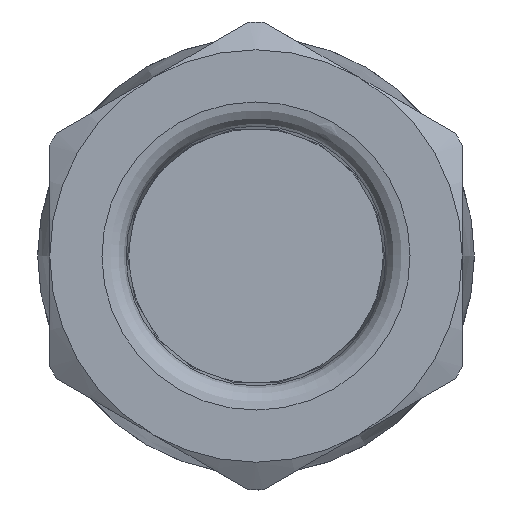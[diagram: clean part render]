
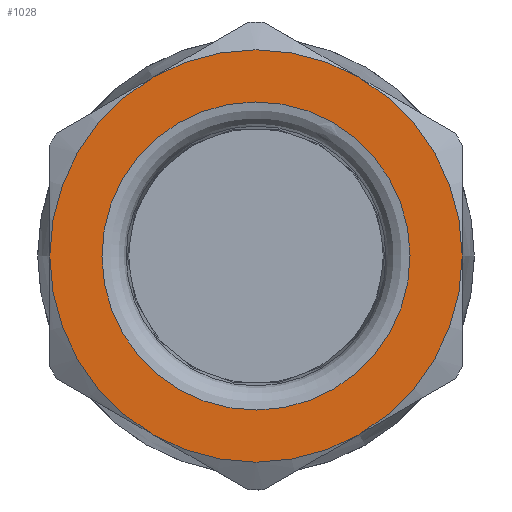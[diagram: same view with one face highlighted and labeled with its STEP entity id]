
A CAD part, left-side view. The second image highlights one B-rep face of the part: STEP entity #1028.
In plain terms, the highlighted planar face has unit normal (-1, 0, 0).
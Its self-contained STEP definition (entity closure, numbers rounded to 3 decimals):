
#895=FACE_BOUND('',#1413,.T.);
#896=FACE_BOUND('',#1414,.T.);
#1028=ADVANCED_FACE('',(#895,#896),#1123,.T.);
#1123=PLANE('',#3539);
#1413=EDGE_LOOP('',(#2215));
#1414=EDGE_LOOP('',(#2216,#2217,#2218,#2219,#2220,#2221,#2222,#2223,#2224,
#2225,#2226,#2227));
#1477=B_SPLINE_CURVE_WITH_KNOTS('',3,(#5938,#5939,#5940,#5941),
 .UNSPECIFIED.,.F.,.F.,(4,4),(0.,1.),.UNSPECIFIED.);
#1478=B_SPLINE_CURVE_WITH_KNOTS('',3,(#5942,#5943,#5944,#5945),
 .UNSPECIFIED.,.F.,.F.,(4,4),(0.,1.),.UNSPECIFIED.);
#1479=B_SPLINE_CURVE_WITH_KNOTS('',3,(#5946,#5947,#5948,#5949),
 .UNSPECIFIED.,.F.,.F.,(4,4),(0.,1.),.UNSPECIFIED.);
#1480=B_SPLINE_CURVE_WITH_KNOTS('',3,(#5950,#5951,#5952,#5953),
 .UNSPECIFIED.,.F.,.F.,(4,4),(0.,1.),.UNSPECIFIED.);
#1481=B_SPLINE_CURVE_WITH_KNOTS('',3,(#5954,#5955,#5956,#5957),
 .UNSPECIFIED.,.F.,.F.,(4,4),(0.,1.),.UNSPECIFIED.);
#1482=B_SPLINE_CURVE_WITH_KNOTS('',3,(#5958,#5959,#5960,#5961),
 .UNSPECIFIED.,.F.,.F.,(4,4),(0.,1.),.UNSPECIFIED.);
#1591=CIRCLE('',#3515,6.354);
#1596=CIRCLE('',#3521,8.502);
#1599=CIRCLE('',#3525,8.502);
#1602=CIRCLE('',#3529,8.502);
#1605=CIRCLE('',#3533,8.502);
#1608=CIRCLE('',#3537,8.502);
#1609=CIRCLE('',#3538,8.502);
#2215=ORIENTED_EDGE('',*,*,#2885,.T.);
#2216=ORIENTED_EDGE('',*,*,#2923,.T.);
#2217=ORIENTED_EDGE('',*,*,#2924,.F.);
#2218=ORIENTED_EDGE('',*,*,#2892,.T.);
#2219=ORIENTED_EDGE('',*,*,#2925,.F.);
#2220=ORIENTED_EDGE('',*,*,#2899,.T.);
#2221=ORIENTED_EDGE('',*,*,#2926,.F.);
#2222=ORIENTED_EDGE('',*,*,#2906,.T.);
#2223=ORIENTED_EDGE('',*,*,#2927,.F.);
#2224=ORIENTED_EDGE('',*,*,#2914,.T.);
#2225=ORIENTED_EDGE('',*,*,#2928,.F.);
#2226=ORIENTED_EDGE('',*,*,#2920,.T.);
#2227=ORIENTED_EDGE('',*,*,#2929,.F.);
#2548=VERTEX_POINT('',#5715);
#2555=VERTEX_POINT('',#5765);
#2556=VERTEX_POINT('',#5766);
#2561=VERTEX_POINT('',#5801);
#2562=VERTEX_POINT('',#5802);
#2567=VERTEX_POINT('',#5837);
#2568=VERTEX_POINT('',#5838);
#2573=VERTEX_POINT('',#5876);
#2574=VERTEX_POINT('',#5878);
#2579=VERTEX_POINT('',#5909);
#2580=VERTEX_POINT('',#5910);
#2581=VERTEX_POINT('',#5936);
#2582=VERTEX_POINT('',#5937);
#2885=EDGE_CURVE('',#2548,#2548,#1591,.T.);
#2892=EDGE_CURVE('',#2555,#2556,#1596,.T.);
#2899=EDGE_CURVE('',#2561,#2562,#1599,.T.);
#2906=EDGE_CURVE('',#2567,#2568,#1602,.T.);
#2914=EDGE_CURVE('',#2574,#2573,#1605,.T.);
#2920=EDGE_CURVE('',#2579,#2580,#1608,.T.);
#2923=EDGE_CURVE('',#2581,#2582,#1609,.T.);
#2924=EDGE_CURVE('',#2555,#2582,#1477,.T.);
#2925=EDGE_CURVE('',#2561,#2556,#1478,.T.);
#2926=EDGE_CURVE('',#2567,#2562,#1479,.T.);
#2927=EDGE_CURVE('',#2574,#2568,#1480,.T.);
#2928=EDGE_CURVE('',#2579,#2573,#1481,.T.);
#2929=EDGE_CURVE('',#2581,#2580,#1482,.T.);
#3515=AXIS2_PLACEMENT_3D('',#5714,#4108,#4109);
#3521=AXIS2_PLACEMENT_3D('',#5764,#4122,#4123);
#3525=AXIS2_PLACEMENT_3D('',#5800,#4132,#4133);
#3529=AXIS2_PLACEMENT_3D('',#5836,#4142,#4143);
#3533=AXIS2_PLACEMENT_3D('',#5877,#4152,#4153);
#3537=AXIS2_PLACEMENT_3D('',#5908,#4162,#4163);
#3538=AXIS2_PLACEMENT_3D('',#5935,#4164,#4165);
#3539=AXIS2_PLACEMENT_3D('',#5962,#4166,#4167);
#4108=DIRECTION('',(1.,0.,0.));
#4109=DIRECTION('',(0.,-0.496,0.868));
#4122=DIRECTION('',(-1.,0.,0.));
#4123=DIRECTION('',(0.,0.504,0.864));
#4132=DIRECTION('',(-1.,0.,0.));
#4133=DIRECTION('',(0.,1.,-0.005));
#4142=DIRECTION('',(-1.,0.,0.));
#4143=DIRECTION('',(0.,0.496,-0.868));
#4152=DIRECTION('',(-1.,0.,0.));
#4153=DIRECTION('',(0.,-0.504,-0.864));
#4162=DIRECTION('',(-1.,0.,0.));
#4163=DIRECTION('',(0.,-1.,0.005));
#4164=DIRECTION('',(-1.,0.,0.));
#4165=DIRECTION('',(0.,-0.496,0.868));
#4166=DIRECTION('',(-1.,0.,0.));
#4167=DIRECTION('',(0.,0.868,0.496));
#5714=CARTESIAN_POINT('',(-58.45,0.,0.));
#5715=CARTESIAN_POINT('',(-58.45,-3.15,5.518));
#5764=CARTESIAN_POINT('',(-58.45,0.,0.));
#5765=CARTESIAN_POINT('',(-58.45,4.287,7.342));
#5766=CARTESIAN_POINT('',(-58.45,8.502,0.041));
#5800=CARTESIAN_POINT('',(-58.45,0.,0.));
#5801=CARTESIAN_POINT('',(-58.45,8.502,-0.041));
#5802=CARTESIAN_POINT('',(-58.45,4.287,-7.342));
#5836=CARTESIAN_POINT('',(-58.45,0.,0.));
#5837=CARTESIAN_POINT('',(-58.45,4.215,-7.384));
#5838=CARTESIAN_POINT('',(-58.45,-4.215,-7.384));
#5876=CARTESIAN_POINT('',(-58.45,-8.502,-0.041));
#5877=CARTESIAN_POINT('',(-58.45,0.,0.));
#5878=CARTESIAN_POINT('',(-58.45,-4.287,-7.342));
#5908=CARTESIAN_POINT('',(-58.45,0.,0.));
#5909=CARTESIAN_POINT('',(-58.45,-8.502,0.041));
#5910=CARTESIAN_POINT('',(-58.45,-4.287,7.342));
#5935=CARTESIAN_POINT('',(-58.45,0.,0.));
#5936=CARTESIAN_POINT('',(-58.45,-4.215,7.384));
#5937=CARTESIAN_POINT('',(-58.45,4.215,7.384));
#5938=CARTESIAN_POINT('',(-58.45,4.287,7.342));
#5939=CARTESIAN_POINT('',(-58.45,4.263,7.356));
#5940=CARTESIAN_POINT('',(-58.45,4.239,7.37));
#5941=CARTESIAN_POINT('',(-58.45,4.215,7.384));
#5942=CARTESIAN_POINT('',(-58.45,8.502,-0.041));
#5943=CARTESIAN_POINT('',(-58.45,8.502,-0.014));
#5944=CARTESIAN_POINT('',(-58.45,8.502,0.014));
#5945=CARTESIAN_POINT('',(-58.45,8.502,0.041));
#5946=CARTESIAN_POINT('',(-58.45,4.215,-7.384));
#5947=CARTESIAN_POINT('',(-58.45,4.239,-7.37));
#5948=CARTESIAN_POINT('',(-58.45,4.263,-7.356));
#5949=CARTESIAN_POINT('',(-58.45,4.287,-7.342));
#5950=CARTESIAN_POINT('',(-58.45,-4.287,-7.342));
#5951=CARTESIAN_POINT('',(-58.45,-4.263,-7.356));
#5952=CARTESIAN_POINT('',(-58.45,-4.239,-7.37));
#5953=CARTESIAN_POINT('',(-58.45,-4.215,-7.384));
#5954=CARTESIAN_POINT('',(-58.45,-8.502,0.041));
#5955=CARTESIAN_POINT('',(-58.45,-8.502,0.014));
#5956=CARTESIAN_POINT('',(-58.45,-8.502,-0.014));
#5957=CARTESIAN_POINT('',(-58.45,-8.502,-0.041));
#5958=CARTESIAN_POINT('',(-58.45,-4.215,7.384));
#5959=CARTESIAN_POINT('',(-58.45,-4.239,7.37));
#5960=CARTESIAN_POINT('',(-58.45,-4.263,7.356));
#5961=CARTESIAN_POINT('',(-58.45,-4.287,7.342));
#5962=CARTESIAN_POINT('',(-58.45,-14.028,2.791));
